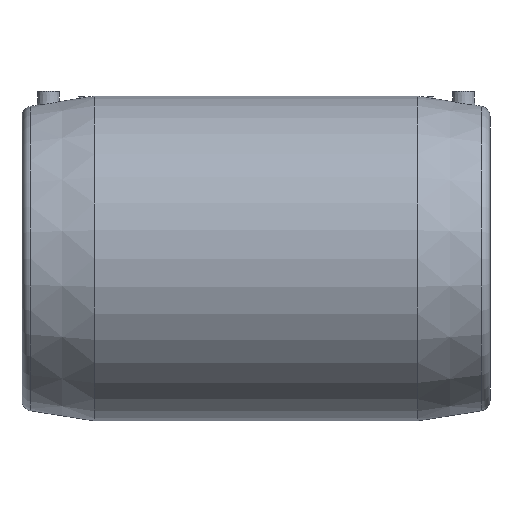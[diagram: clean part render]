
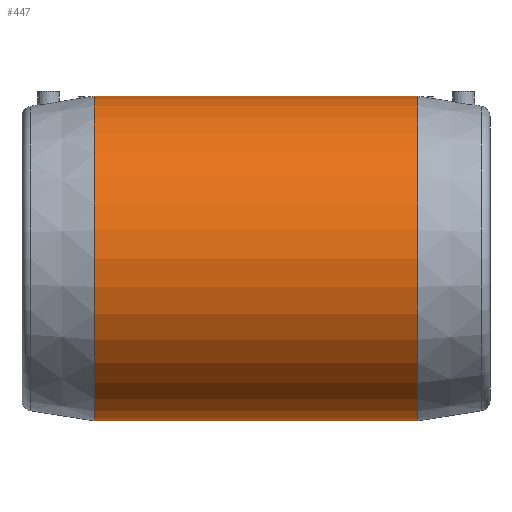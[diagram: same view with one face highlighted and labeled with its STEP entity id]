
A CAD part, front view. The second image highlights one B-rep face of the part: STEP entity #447.
In plain terms, the highlighted cylindrical face has radius 144 mm (diameter 288 mm), a full revolution.
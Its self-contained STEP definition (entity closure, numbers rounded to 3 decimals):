
#48=CYLINDRICAL_SURFACE('',#513,144.);
#60=B_SPLINE_CURVE_WITH_KNOTS('',3,(#865,#866,#867,#868,#869,#870,#871,
#872,#873,#874,#875,#876,#877,#878,#879,#880,#881,#882,#883,#884,#885,#886,
#887,#888,#889,#890,#891,#892,#893,#894,#895,#896,#897,#898,#899,#900,#901,
#902,#903,#904,#905,#906,#907,#908,#909,#910,#911,#912,#913,#914,#915,#916,
#917,#918,#919,#920,#921,#922,#923,#924,#925,#926),.UNSPECIFIED.,.T.,.F.,
(1,1,1,1,1,1,1,1,1,1,1,1,1,1,1,1,1,1,1,1,1,1,1,1,1,1,1,1,1,1,1,1,1,1,1,
1,1,1,1,1,1,1,1,1,1,1,1,1,1,1,1,1,1,1,1,1,1,1,1,1,1,1,1,1,1,1),(-0.02,
-0.013,-0.007,0.,0.007,
0.013,0.02,0.026,0.033,
0.04,0.046,0.053,0.059,
0.066,0.079,0.086,0.092,
0.099,0.105,0.112,0.119,
0.125,0.132,0.145,0.152,
0.158,0.165,0.171,0.178,
0.185,0.191,0.198,0.204,
0.211,0.218,0.224,0.237,
0.244,0.251,0.257,0.264,
0.27,0.277,0.283,0.29,
0.297,0.303,0.316,0.323,
0.33,0.336,0.343,0.349,
0.356,0.369,0.376,0.382,
0.389,0.396,0.402,0.409,
0.415,0.422,0.429,0.435,
0.442),.UNSPECIFIED.);
#105=ORIENTED_EDGE('',*,*,#181,.T.);
#106=ORIENTED_EDGE('',*,*,#168,.F.);
#107=ORIENTED_EDGE('',*,*,#180,.T.);
#168=EDGE_CURVE('',#213,#213,#250,.T.);
#180=EDGE_CURVE('',#225,#225,#259,.T.);
#181=EDGE_CURVE('',#226,#226,#60,.T.);
#213=VERTEX_POINT('',#773);
#225=VERTEX_POINT('',#863);
#226=VERTEX_POINT('',#927);
#250=CIRCLE('',#497,144.);
#259=CIRCLE('',#512,144.);
#306=EDGE_LOOP('',(#105));
#307=EDGE_LOOP('',(#106));
#308=EDGE_LOOP('',(#107));
#378=FACE_BOUND('',#306,.T.);
#379=FACE_BOUND('',#307,.T.);
#380=FACE_BOUND('',#308,.T.);
#447=ADVANCED_FACE('',(#378,#379,#380),#48,.T.);
#497=AXIS2_PLACEMENT_3D('',#772,#578,#579);
#512=AXIS2_PLACEMENT_3D('',#862,#610,#611);
#513=AXIS2_PLACEMENT_3D('',#864,#612,#613);
#578=DIRECTION('',(-1.,0.,0.));
#579=DIRECTION('',(0.,0.,1.));
#610=DIRECTION('',(-1.,0.,0.));
#611=DIRECTION('',(0.,0.,1.));
#612=DIRECTION('',(-1.,0.,0.));
#613=DIRECTION('',(0.,0.,1.));
#772=CARTESIAN_POINT('',(-143.5,0.,0.));
#773=CARTESIAN_POINT('',(-143.5,0.,144.));
#862=CARTESIAN_POINT('',(143.5,0.,0.));
#863=CARTESIAN_POINT('',(143.5,0.,144.));
#864=CARTESIAN_POINT('',(-60.,0.,0.));
#865=CARTESIAN_POINT('',(67.757,143.895,-6.697));
#866=CARTESIAN_POINT('',(68.121,144.052,0.015));
#867=CARTESIAN_POINT('',(67.76,143.897,6.637));
#868=CARTESIAN_POINT('',(66.713,143.45,13.121));
#869=CARTESIAN_POINT('',(64.966,142.717,19.529));
#870=CARTESIAN_POINT('',(62.59,141.745,25.619));
#871=CARTESIAN_POINT('',(59.637,140.579,31.377));
#872=CARTESIAN_POINT('',(56.083,139.239,36.858));
#873=CARTESIAN_POINT('',(52.043,137.801,41.896));
#874=CARTESIAN_POINT('',(47.569,136.318,46.48));
#875=CARTESIAN_POINT('',(42.637,134.821,50.648));
#876=CARTESIAN_POINT('',(35.519,132.887,55.571));
#877=CARTESIAN_POINT('',(27.869,131.192,59.409));
#878=CARTESIAN_POINT('',(19.532,129.868,62.222));
#879=CARTESIAN_POINT('',(13.148,129.134,63.726));
#880=CARTESIAN_POINT('',(6.67,128.679,64.636));
#881=CARTESIAN_POINT('',(0.075,128.52,64.951));
#882=CARTESIAN_POINT('',(-6.593,128.674,64.645));
#883=CARTESIAN_POINT('',(-13.09,129.129,63.737));
#884=CARTESIAN_POINT('',(-19.476,129.86,62.238));
#885=CARTESIAN_POINT('',(-27.822,131.183,59.431));
#886=CARTESIAN_POINT('',(-35.512,132.884,55.578));
#887=CARTESIAN_POINT('',(-42.656,134.827,50.633));
#888=CARTESIAN_POINT('',(-47.561,136.316,46.486));
#889=CARTESIAN_POINT('',(-52.036,137.799,41.904));
#890=CARTESIAN_POINT('',(-56.099,139.245,36.835));
#891=CARTESIAN_POINT('',(-59.63,140.577,31.387));
#892=CARTESIAN_POINT('',(-62.576,141.74,25.647));
#893=CARTESIAN_POINT('',(-64.946,142.708,19.587));
#894=CARTESIAN_POINT('',(-66.703,143.446,13.168));
#895=CARTESIAN_POINT('',(-67.752,143.893,6.697));
#896=CARTESIAN_POINT('',(-68.117,144.051,0.147));
#897=CARTESIAN_POINT('',(-67.778,143.904,-6.514));
#898=CARTESIAN_POINT('',(-66.361,143.3,-15.299));
#899=CARTESIAN_POINT('',(-63.652,142.166,-23.523));
#900=CARTESIAN_POINT('',(-59.664,140.59,-31.334));
#901=CARTESIAN_POINT('',(-56.146,139.262,-36.765));
#902=CARTESIAN_POINT('',(-52.142,137.835,-41.785));
#903=CARTESIAN_POINT('',(-47.622,136.335,-46.433));
#904=CARTESIAN_POINT('',(-42.688,134.836,-50.606));
#905=CARTESIAN_POINT('',(-37.418,133.401,-54.265));
#906=CARTESIAN_POINT('',(-31.796,132.062,-57.437));
#907=CARTESIAN_POINT('',(-25.791,130.862,-60.112));
#908=CARTESIAN_POINT('',(-19.626,129.883,-62.191));
#909=CARTESIAN_POINT('',(-11.174,128.899,-64.206));
#910=CARTESIAN_POINT('',(-2.274,128.469,-65.05));
#911=CARTESIAN_POINT('',(6.48,128.671,-64.653));
#912=CARTESIAN_POINT('',(13.007,129.119,-63.755));
#913=CARTESIAN_POINT('',(19.474,129.86,-62.238));
#914=CARTESIAN_POINT('',(25.654,130.838,-60.163));
#915=CARTESIAN_POINT('',(31.6,132.019,-57.536));
#916=CARTESIAN_POINT('',(39.209,133.823,-53.27));
#917=CARTESIAN_POINT('',(45.992,135.797,-48.088));
#918=CARTESIAN_POINT('',(52.054,137.805,-41.887));
#919=CARTESIAN_POINT('',(56.083,139.239,-36.852));
#920=CARTESIAN_POINT('',(59.588,140.56,-31.459));
#921=CARTESIAN_POINT('',(62.567,141.736,-25.677));
#922=CARTESIAN_POINT('',(64.969,142.718,-19.516));
#923=CARTESIAN_POINT('',(66.692,143.441,-13.207));
#924=CARTESIAN_POINT('',(67.757,143.895,-6.697));
#925=CARTESIAN_POINT('',(68.121,144.052,0.015));
#926=CARTESIAN_POINT('',(67.76,143.897,6.637));
#927=CARTESIAN_POINT('',(68.,144.,0.));
